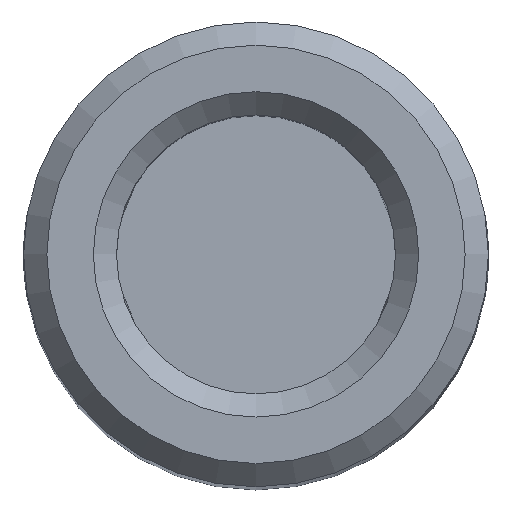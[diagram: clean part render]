
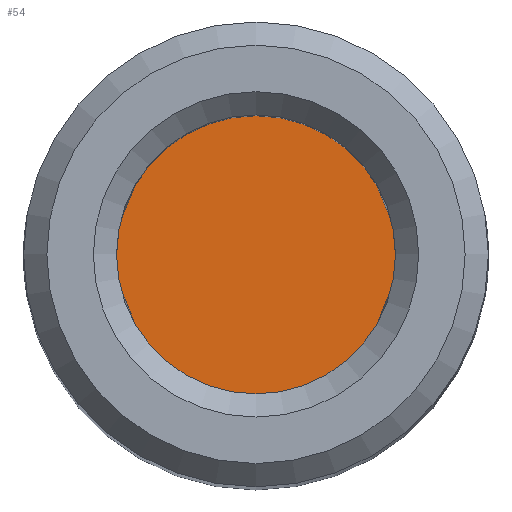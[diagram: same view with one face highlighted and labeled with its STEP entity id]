
A CAD part, top view. The second image highlights one B-rep face of the part: STEP entity #54.
In plain terms, the highlighted planar face has unit normal (0, 0, 1).
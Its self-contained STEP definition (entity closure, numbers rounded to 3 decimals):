
#39=FACE_OUTER_BOUND('',#135,.T.);
#43=PLANE('',#247);
#54=ADVANCED_FACE('',(#39),#43,.F.);
#135=EDGE_LOOP('',(#171));
#171=ORIENTED_EDGE('',*,*,#206,.T.);
#188=VERTEX_POINT('',#608);
#206=EDGE_CURVE('',#188,#188,#219,.T.);
#219=CIRCLE('',#231,6.);
#231=AXIS2_PLACEMENT_3D('',#607,#262,#263);
#247=AXIS2_PLACEMENT_3D('',#807,#294,#295);
#262=DIRECTION('',(0.,0.,1.));
#263=DIRECTION('',(1.,0.,0.));
#294=DIRECTION('',(0.,0.,-1.));
#295=DIRECTION('',(-1.,0.,0.));
#607=CARTESIAN_POINT('',(0.,0.,60.));
#608=CARTESIAN_POINT('',(6.,0.,60.));
#807=CARTESIAN_POINT('',(0.,0.,60.));
